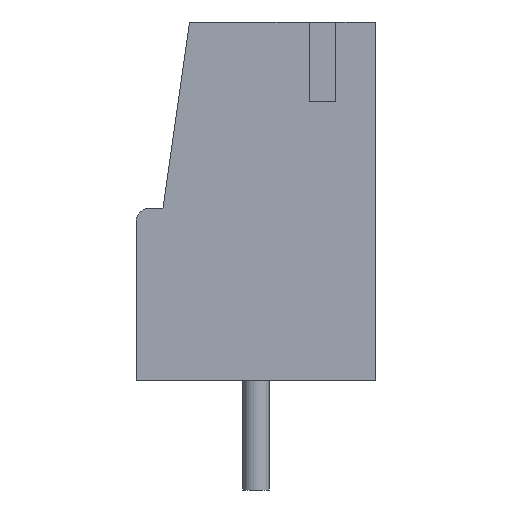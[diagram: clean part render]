
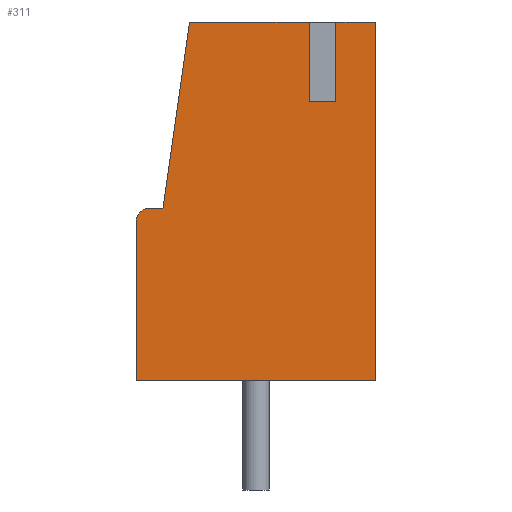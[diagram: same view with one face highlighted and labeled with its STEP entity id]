
A CAD part, front view. The second image highlights one B-rep face of the part: STEP entity #311.
In plain terms, the highlighted planar face has unit normal (0, -1, 0).
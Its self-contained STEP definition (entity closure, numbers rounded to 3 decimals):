
#13=DIRECTION('',(0.,0.,1.));
#14=DIRECTION('',(1.,0.,0.));
#59=VERTEX_POINT('',#60);
#60=CARTESIAN_POINT('',(4.5,-10.,0.));
#63=DIRECTION('',(0.,-1.,0.));
#64=ORIENTED_EDGE('',*,*,#65,.T.);
#65=EDGE_CURVE('',#59,#66,#68,.T.);
#66=VERTEX_POINT('',#67);
#67=CARTESIAN_POINT('',(4.5,-10.,13.5));
#68=LINE('',#60,#69);
#69=VECTOR('',#13,1.);
#80=DIRECTION('',(-1.,0.,0.));
#89=VECTOR('',#14,1.);
#101=VECTOR('',#80,1.);
#194=VERTEX_POINT('',#195);
#195=CARTESIAN_POINT('',(-4.5,-10.,0.));
#196=ORIENTED_EDGE('',*,*,#197,.T.);
#197=EDGE_CURVE('',#194,#59,#198,.T.);
#198=LINE('',#195,#89);
#211=ORIENTED_EDGE('',*,*,#212,.T.);
#212=EDGE_CURVE('',#66,#213,#215,.T.);
#213=VERTEX_POINT('',#214);
#214=CARTESIAN_POINT('',(3.,-10.,13.5));
#215=LINE('',#67,#101);
#229=VERTEX_POINT('',#230);
#230=CARTESIAN_POINT('',(2.,-10.,13.5));
#233=ORIENTED_EDGE('',*,*,#234,.T.);
#234=EDGE_CURVE('',#229,#235,#215,.T.);
#235=VERTEX_POINT('',#236);
#236=CARTESIAN_POINT('',(-2.5,-10.,13.5));
#278=DIRECTION('',(0.,0.,-1.));
#289=VECTOR('',#290,1.);
#290=DIRECTION('',(-0.141,0.,-0.99));
#306=VECTOR('',#278,1.);
#311=ADVANCED_FACE('',(#312),#350,.T.);
#312=FACE_BOUND('',#313,.T.);
#313=EDGE_LOOP('',(#196,#64,#211,#314,#320,#326,#233,#330,#335,#340,#347));
#314=ORIENTED_EDGE('',*,*,#315,.F.);
#315=EDGE_CURVE('',#316,#213,#318,.T.);
#316=VERTEX_POINT('',#317);
#317=CARTESIAN_POINT('',(3.,-10.,10.5));
#318=LINE('',#319,#69);
#319=CARTESIAN_POINT('',(3.,-10.,8.471));
#320=ORIENTED_EDGE('',*,*,#321,.T.);
#321=EDGE_CURVE('',#316,#322,#324,.T.);
#322=VERTEX_POINT('',#323);
#323=CARTESIAN_POINT('',(2.,-10.,10.5));
#324=LINE('',#325,#101);
#325=CARTESIAN_POINT('',(1.163,-10.,10.5));
#326=ORIENTED_EDGE('',*,*,#327,.T.);
#327=EDGE_CURVE('',#322,#229,#328,.T.);
#328=LINE('',#329,#69);
#329=CARTESIAN_POINT('',(2.,-10.,8.471));
#330=ORIENTED_EDGE('',*,*,#331,.T.);
#331=EDGE_CURVE('',#235,#332,#334,.T.);
#332=VERTEX_POINT('',#333);
#333=CARTESIAN_POINT('',(-3.5,-10.,6.5));
#334=LINE('',#236,#289);
#335=ORIENTED_EDGE('',*,*,#336,.T.);
#336=EDGE_CURVE('',#332,#337,#339,.T.);
#337=VERTEX_POINT('',#338);
#338=CARTESIAN_POINT('',(-4.,-10.,6.5));
#339=LINE('',#333,#101);
#340=ORIENTED_EDGE('',*,*,#341,.T.);
#341=EDGE_CURVE('',#337,#342,#344,.T.);
#342=VERTEX_POINT('',#343);
#343=CARTESIAN_POINT('',(-4.5,-10.,6.));
#344=ELLIPSE('',#345,0.5,0.5);
#345=AXIS2_PLACEMENT_3D('',#346,#63,#14);
#346=CARTESIAN_POINT('',(-4.,-10.,6.));
#347=ORIENTED_EDGE('',*,*,#348,.T.);
#348=EDGE_CURVE('',#342,#194,#349,.T.);
#349=LINE('',#343,#306);
#350=PLANE('',#351);
#351=AXIS2_PLACEMENT_3D('',#352,#63,#278);
#352=CARTESIAN_POINT('',(0.326,-10.,6.442));
